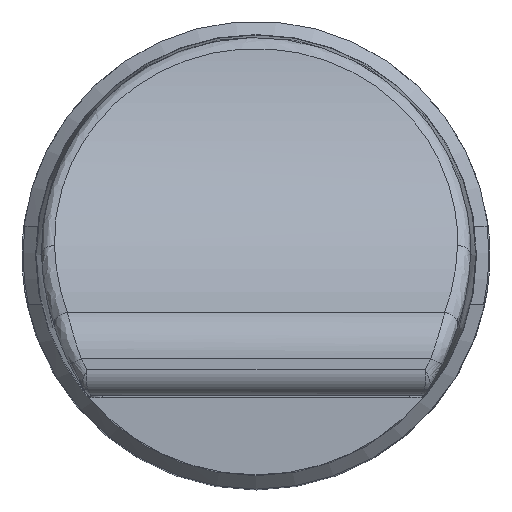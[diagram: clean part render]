
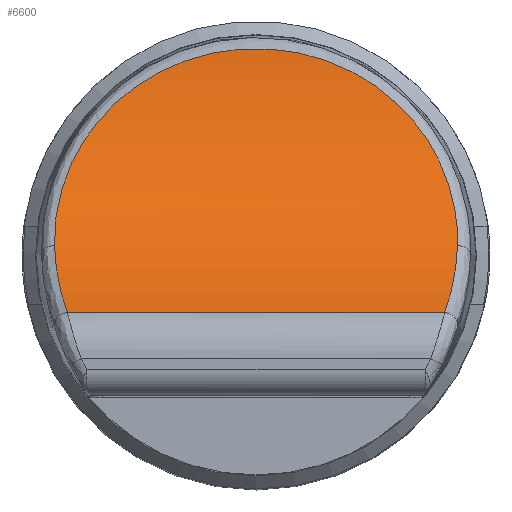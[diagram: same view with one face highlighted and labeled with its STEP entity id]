
A CAD part, top view. The second image highlights one B-rep face of the part: STEP entity #6600.
In plain terms, the highlighted cylindrical face has radius 14 mm (diameter 28 mm), a partial arc.
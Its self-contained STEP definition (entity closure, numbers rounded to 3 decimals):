
#481=CARTESIAN_POINT('',(7.701,0.348,48.955));
#482=CARTESIAN_POINT('',(7.697,0.2,49.099));
#483=CARTESIAN_POINT('',(7.681,-0.098,49.401));
#484=CARTESIAN_POINT('',(7.63,-0.546,49.9));
#485=CARTESIAN_POINT('',(7.555,-0.989,50.444));
#486=CARTESIAN_POINT('',(7.457,-1.422,51.036));
#487=CARTESIAN_POINT('',(7.34,-1.837,51.672));
#488=CARTESIAN_POINT('',(7.254,-2.095,52.12));
#489=CARTESIAN_POINT('',(7.209,-2.22,52.35));
#491=DIRECTION('',(1.,0.,0.));
#492=VECTOR('',#491,14.418);
#493=CARTESIAN_POINT('',(-7.209,-2.22,52.35));
#494=LINE('',#493,#492);
#495=CARTESIAN_POINT('',(-7.209,-2.22,52.35));
#496=CARTESIAN_POINT('',(-7.254,-2.095,52.119));
#497=CARTESIAN_POINT('',(-7.34,-1.837,51.671));
#498=CARTESIAN_POINT('',(-7.457,-1.422,51.036));
#499=CARTESIAN_POINT('',(-7.555,-0.989,
50.444));
#500=CARTESIAN_POINT('',(-7.63,-0.546,
49.899));
#501=CARTESIAN_POINT('',(-7.681,-0.098,
49.401));
#502=CARTESIAN_POINT('',(-7.697,0.2,49.099));
#503=CARTESIAN_POINT('',(-7.701,0.348,48.955));
#505=CARTESIAN_POINT('',(-7.701,0.348,48.955));
#506=CARTESIAN_POINT('',(-7.706,0.518,48.79));
#507=CARTESIAN_POINT('',(-7.702,0.858,48.476));
#508=CARTESIAN_POINT('',(-7.66,1.362,48.055));
#509=CARTESIAN_POINT('',(-7.582,1.859,47.677));
#510=CARTESIAN_POINT('',(-7.469,2.347,47.338));
#511=CARTESIAN_POINT('',(-7.322,2.825,47.034));
#512=CARTESIAN_POINT('',(-7.142,3.293,46.763));
#513=CARTESIAN_POINT('',(-6.929,3.749,46.52));
#514=CARTESIAN_POINT('',(-6.682,4.193,46.304));
#515=CARTESIAN_POINT('',(-6.401,4.624,46.113));
#516=CARTESIAN_POINT('',(-6.087,5.04,45.944));
#517=CARTESIAN_POINT('',(-5.738,5.44,45.796));
#518=CARTESIAN_POINT('',(-5.354,5.82,45.668));
#519=CARTESIAN_POINT('',(-4.937,6.179,45.559));
#520=CARTESIAN_POINT('',(-4.486,6.512,45.466));
#521=CARTESIAN_POINT('',(-4.003,6.817,45.389));
#522=CARTESIAN_POINT('',(-3.491,7.09,45.326));
#523=CARTESIAN_POINT('',(-2.952,7.328,45.277));
#524=CARTESIAN_POINT('',(-2.39,7.527,45.238));
#525=CARTESIAN_POINT('',(-1.809,7.684,45.21));
#526=CARTESIAN_POINT('',(-1.214,7.798,45.19));
#527=CARTESIAN_POINT('',(-0.609,7.867,45.179));
#528=CARTESIAN_POINT('',(0.,7.89,45.175));
#529=CARTESIAN_POINT('',(0.61,7.867,45.179));
#530=CARTESIAN_POINT('',(1.214,7.798,45.19));
#531=CARTESIAN_POINT('',(1.809,7.684,45.21));
#532=CARTESIAN_POINT('',(2.39,7.527,45.238));
#533=CARTESIAN_POINT('',(2.952,7.328,45.277));
#534=CARTESIAN_POINT('',(3.491,7.09,45.327));
#535=CARTESIAN_POINT('',(4.003,6.817,45.389));
#536=CARTESIAN_POINT('',(4.486,6.512,45.466));
#537=CARTESIAN_POINT('',(4.937,6.179,45.559));
#538=CARTESIAN_POINT('',(5.355,5.82,45.668));
#539=CARTESIAN_POINT('',(5.738,5.44,45.796));
#540=CARTESIAN_POINT('',(6.087,5.04,45.944));
#541=CARTESIAN_POINT('',(6.402,4.624,46.113));
#542=CARTESIAN_POINT('',(6.682,4.193,46.304));
#543=CARTESIAN_POINT('',(6.929,3.749,46.52));
#544=CARTESIAN_POINT('',(7.143,3.292,46.763));
#545=CARTESIAN_POINT('',(7.323,2.825,47.035));
#546=CARTESIAN_POINT('',(7.469,2.347,47.338));
#547=CARTESIAN_POINT('',(7.582,1.859,47.677));
#548=CARTESIAN_POINT('',(7.66,1.362,48.055));
#549=CARTESIAN_POINT('',(7.702,0.858,48.477));
#550=CARTESIAN_POINT('',(7.706,0.518,48.79));
#551=CARTESIAN_POINT('',(7.701,0.348,48.955));
#4663=VERTEX_POINT('',#481);
#4664=VERTEX_POINT('',#489);
#4668=VERTEX_POINT('',#505);
#4670=VERTEX_POINT('',#495);
#6589=CARTESIAN_POINT('',(10.,10.1,59.));
#6590=DIRECTION('',(-1.,0.,0.));
#6591=DIRECTION('',(0.,1.,0.));
#6592=AXIS2_PLACEMENT_3D('',#6589,#6590,#6591);
#6593=CYLINDRICAL_SURFACE('',#6592,14.);
#6594=ORIENTED_EDGE('',*,*,#6569,.T.);
#6595=ORIENTED_EDGE('',*,*,#6143,.F.);
#6596=ORIENTED_EDGE('',*,*,#6251,.T.);
#6597=ORIENTED_EDGE('',*,*,#6466,.T.);
#6598=EDGE_LOOP('',(#6594,#6595,#6596,#6597));
#6599=FACE_OUTER_BOUND('',#6598,.F.);
#6600=ADVANCED_FACE('',(#6599),#6593,.F.);
#490=B_SPLINE_CURVE_WITH_KNOTS('',3,(#481,#482,#483,#484,#485,#486,#487,#488,
#489),.UNSPECIFIED.,.F.,.F.,(4,1,1,1,1,1,4),(0.,0.167,
0.333,0.5,0.667,0.833,1.),
.UNSPECIFIED.);
#504=B_SPLINE_CURVE_WITH_KNOTS('',3,(#495,#496,#497,#498,#499,#500,#501,#502,
#503),.UNSPECIFIED.,.F.,.F.,(4,1,1,1,1,1,4),(0.,0.167,
0.333,0.5,0.667,0.833,1.),
.UNSPECIFIED.);
#552=B_SPLINE_CURVE_WITH_KNOTS('',3,(#505,#506,#507,#508,#509,#510,#511,#512,
#513,#514,#515,#516,#517,#518,#519,#520,#521,#522,#523,#524,#525,#526,#527,#528,
#529,#530,#531,#532,#533,#534,#535,#536,#537,#538,#539,#540,#541,#542,#543,#544,
#545,#546,#547,#548,#549,#550,#551),.UNSPECIFIED.,.F.,.F.,(4,1,1,1,1,1,1,1,1,1,
1,1,1,1,1,1,1,1,1,1,1,1,1,1,1,1,1,1,1,1,1,1,1,1,1,1,1,1,1,1,1,1,1,1,4),(0.,
0.023,0.045,0.068,0.091,
0.114,0.136,0.159,0.182,
0.205,0.227,0.25,0.273,0.295,
0.318,0.341,0.364,0.386,
0.409,0.432,0.455,0.477,0.5,
0.523,0.545,0.568,0.591,
0.614,0.636,0.659,0.682,
0.705,0.727,0.75,0.773,0.795,
0.818,0.841,0.864,0.886,
0.909,0.932,0.955,0.977,1.),
.UNSPECIFIED.);
#6143=EDGE_CURVE('',#4670,#4664,#494,.T.);
#6251=EDGE_CURVE('',#4670,#4668,#504,.T.);
#6466=EDGE_CURVE('',#4668,#4663,#552,.T.);
#6569=EDGE_CURVE('',#4663,#4664,#490,.T.);
